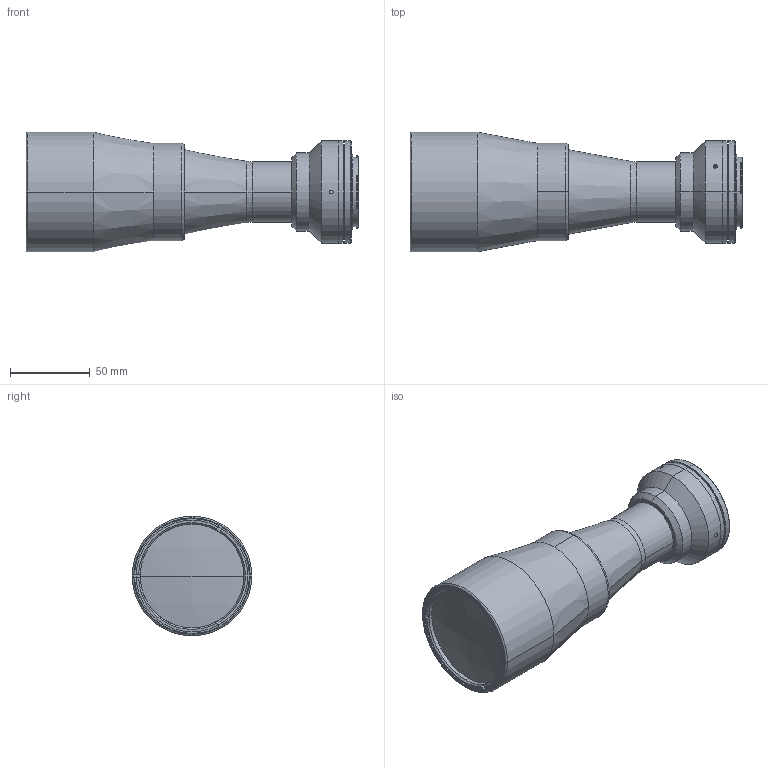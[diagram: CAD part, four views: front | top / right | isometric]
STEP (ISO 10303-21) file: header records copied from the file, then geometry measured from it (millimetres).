
FILE_DESCRIPTION (( 'STEP AP214' ), '1' );
FILE_NAME ('TC2M048HR-F.STEP', '2014-05-27T08:08:13', ( 'piermario' ), ( '' ), 'SwSTEP 2.0', 'SolidWorks 2013', '' );
FILE_SCHEMA (( 'AUTOMOTIVE_DESIGN' ));
Length unit declared in the file: millimetre
Products named in the file (1): TC2M048HR-F
Bounding box: 208.13 x 75 x 75 mm (x, y, z)
Surface area: 60352 mm2 (no closed solid volume)
Topology: 0 solids, 14 shells, 167 faces, 474 edges, 319 vertices
Faces by surface type: plane 66, cylinder 63, cone 22, torus 12, sphere 4
Entity records: 7534 total; most frequent: CARTESIAN_POINT 1237, DIRECTION 1013, ORIENTED_EDGE 800, EDGE_CURVE 474, AXIS2_PLACEMENT_3D 399, VERTEX_POINT 319, CIRCLE 231, LINE 215
